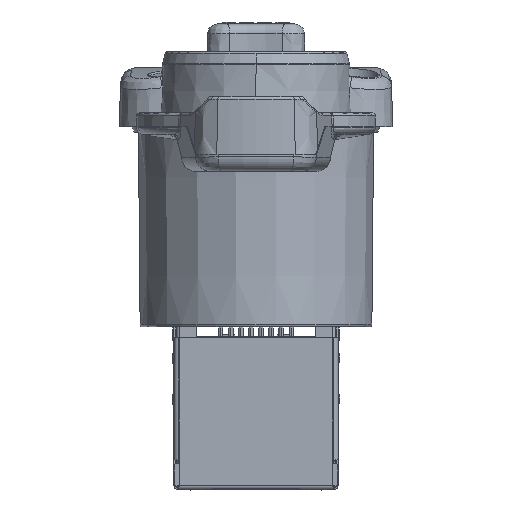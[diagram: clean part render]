
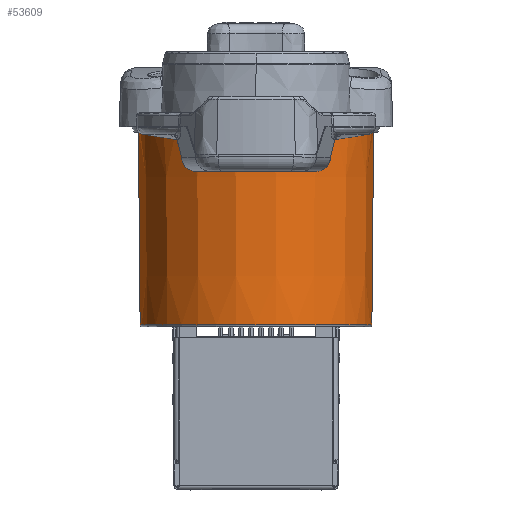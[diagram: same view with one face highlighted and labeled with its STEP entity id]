
A CAD part, front view. The second image highlights one B-rep face of the part: STEP entity #53609.
In plain terms, the highlighted conical face has half-angle 0.5 degrees and reference radius 11.813 mm.
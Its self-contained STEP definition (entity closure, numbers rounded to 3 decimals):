
#15531=DIRECTION('',(-0.009,0.,-1.));
#15532=VECTOR('',#15531,19.802);
#15533=CARTESIAN_POINT('',(11.898,0.,-1.7));
#15534=LINE('',#15533,#15532);
#15590=CARTESIAN_POINT('',(0.,0.,-1.5));
#15591=DIRECTION('',(0.,0.,1.));
#15592=DIRECTION('',(-0.878,-0.478,0.));
#15593=AXIS2_PLACEMENT_3D('',#15590,#15591,#15592);
#15595=CARTESIAN_POINT('',(10.458,-5.674,-1.7));
#15596=CARTESIAN_POINT('',(10.457,-5.676,
-1.678));
#15597=CARTESIAN_POINT('',(10.455,-5.68,
-1.634));
#15598=CARTESIAN_POINT('',(10.453,-5.686,
-1.567));
#15599=CARTESIAN_POINT('',(10.451,-5.69,
-1.522));
#15600=CARTESIAN_POINT('',(10.451,-5.692,-1.5));
#15602=CARTESIAN_POINT('',(0.,0.,-1.7));
#15603=DIRECTION('',(0.,0.,1.));
#15604=DIRECTION('',(0.879,-0.477,0.));
#15605=AXIS2_PLACEMENT_3D('',#15602,#15603,#15604);
#15607=CARTESIAN_POINT('',(0.,0.,-21.502));
#15608=DIRECTION('',(0.,0.,-1.));
#15609=DIRECTION('',(1.,0.,0.));
#15610=AXIS2_PLACEMENT_3D('',#15607,#15608,#15609);
#15612=DIRECTION('',(0.009,0.,-1.));
#15613=VECTOR('',#15612,19.802);
#15614=CARTESIAN_POINT('',(-11.898,0.,-1.7));
#15615=LINE('',#15614,#15613);
#15616=CARTESIAN_POINT('',(0.,0.,-1.7));
#15617=DIRECTION('',(0.,0.,1.));
#15618=DIRECTION('',(-1.,0.,0.));
#15619=AXIS2_PLACEMENT_3D('',#15616,#15617,#15618);
#15621=CARTESIAN_POINT('',(-10.458,-5.674,-1.7));
#15622=CARTESIAN_POINT('',(-10.457,-5.676,
-1.678));
#15623=CARTESIAN_POINT('',(-10.455,-5.68,
-1.634));
#15624=CARTESIAN_POINT('',(-10.453,-5.686,
-1.567));
#15625=CARTESIAN_POINT('',(-10.451,-5.69,
-1.522));
#15626=CARTESIAN_POINT('',(-10.451,-5.692,-1.5));
#28054=CARTESIAN_POINT('',(11.725,0.,-21.502));
#28055=CARTESIAN_POINT('',(-11.725,0.,-21.502));
#28056=VERTEX_POINT('',#28054);
#28057=VERTEX_POINT('',#28055);
#28058=CARTESIAN_POINT('',(11.898,0.,-1.7));
#28059=VERTEX_POINT('',#28058);
#28060=CARTESIAN_POINT('',(-11.898,0.,-1.7));
#28061=VERTEX_POINT('',#28060);
#28141=CARTESIAN_POINT('',(-10.458,-5.674,-1.7));
#28142=VERTEX_POINT('',#28141);
#28143=CARTESIAN_POINT('',(10.458,-5.674,-1.7));
#28144=VERTEX_POINT('',#28143);
#33259=CARTESIAN_POINT('',(10.451,-5.692,-1.5));
#33260=VERTEX_POINT('',#33259);
#33261=CARTESIAN_POINT('',(-10.451,-5.692,-1.5));
#33262=VERTEX_POINT('',#33261);
#53590=CARTESIAN_POINT('',(0.,0.,-11.501));
#53591=DIRECTION('',(0.,0.,1.));
#53592=DIRECTION('',(1.,0.,0.));
#53593=AXIS2_PLACEMENT_3D('',#53590,#53591,#53592);
#53594=CONICAL_SURFACE('',#53593,11.813,0.5);
#53595=ORIENTED_EDGE('',*,*,#37775,.T.);
#53597=ORIENTED_EDGE('',*,*,#53596,.F.);
#53599=ORIENTED_EDGE('',*,*,#53598,.T.);
#53600=ORIENTED_EDGE('',*,*,#53510,.T.);
#53602=ORIENTED_EDGE('',*,*,#53601,.T.);
#53603=ORIENTED_EDGE('',*,*,#53506,.F.);
#53605=ORIENTED_EDGE('',*,*,#53604,.T.);
#53606=ORIENTED_EDGE('',*,*,#53583,.T.);
#53607=EDGE_LOOP('',(#53595,#53597,#53599,#53600,#53602,#53603,#53605,#53606));
#53608=FACE_OUTER_BOUND('',#53607,.F.);
#53609=ADVANCED_FACE('',(#53608),#53594,.T.);
#15594=CIRCLE('',#15593,11.9);
#15601=B_SPLINE_CURVE_WITH_KNOTS('',3,(#15595,#15596,#15597,#15598,#15599,
#15600),.UNSPECIFIED.,.F.,.F.,(4,1,1,4),(0.,0.333,
0.667,1.),.UNSPECIFIED.);
#15606=CIRCLE('',#15605,11.898);
#15611=CIRCLE('',#15610,11.725);
#15620=CIRCLE('',#15619,11.898);
#15627=B_SPLINE_CURVE_WITH_KNOTS('',3,(#15621,#15622,#15623,#15624,#15625,
#15626),.UNSPECIFIED.,.F.,.F.,(4,1,1,4),(0.,0.333,
0.667,1.),.UNSPECIFIED.);
#37775=EDGE_CURVE('',#33262,#33260,#15594,.T.);
#53506=EDGE_CURVE('',#28061,#28057,#15615,.T.);
#53510=EDGE_CURVE('',#28059,#28056,#15534,.T.);
#53583=EDGE_CURVE('',#28142,#33262,#15627,.T.);
#53596=EDGE_CURVE('',#28144,#33260,#15601,.T.);
#53598=EDGE_CURVE('',#28144,#28059,#15606,.T.);
#53601=EDGE_CURVE('',#28056,#28057,#15611,.T.);
#53604=EDGE_CURVE('',#28061,#28142,#15620,.T.);
